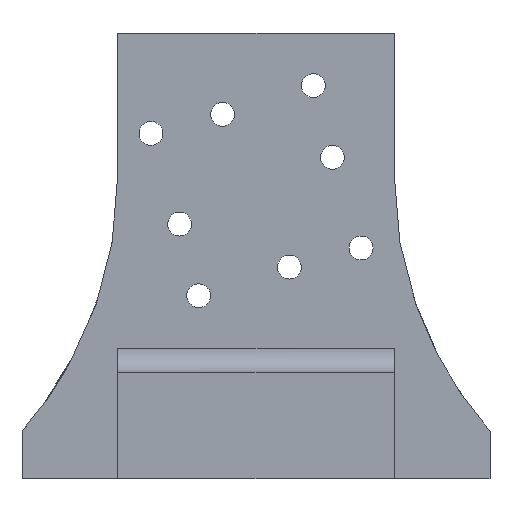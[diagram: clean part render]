
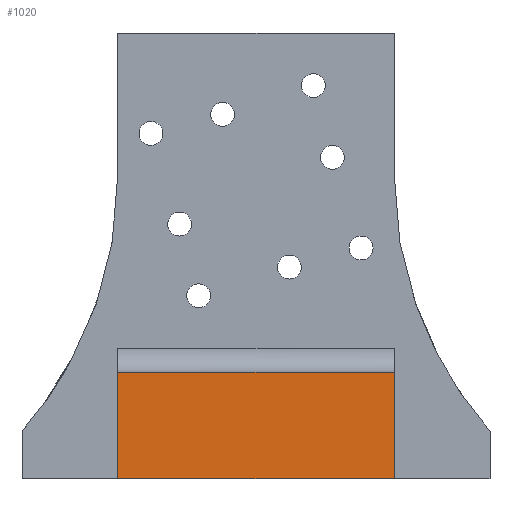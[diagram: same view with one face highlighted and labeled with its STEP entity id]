
A CAD part, left-side view. The second image highlights one B-rep face of the part: STEP entity #1020.
In plain terms, the highlighted planar face has unit normal (-1, 0, 0).
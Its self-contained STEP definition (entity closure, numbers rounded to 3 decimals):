
#162=FACE_OUTER_BOUND('',#237,.T.);
#237=EDGE_LOOP('',(#860,#861,#862,#863));
#281=LINE('',#1644,#351);
#305=LINE('',#1871,#375);
#308=LINE('',#1881,#378);
#324=LINE('',#1994,#394);
#351=VECTOR('',#1207,10.);
#375=VECTOR('',#1273,10.);
#378=VECTOR('',#1284,10.);
#394=VECTOR('',#1354,10.);
#448=VERTEX_POINT('',#1641);
#449=VERTEX_POINT('',#1643);
#482=VERTEX_POINT('',#1868);
#483=VERTEX_POINT('',#1870);
#551=EDGE_CURVE('',#448,#449,#281,.T.);
#595=EDGE_CURVE('',#482,#483,#305,.T.);
#601=EDGE_CURVE('',#449,#482,#308,.T.);
#632=EDGE_CURVE('',#448,#483,#324,.T.);
#860=ORIENTED_EDGE('',*,*,#595,.F.);
#861=ORIENTED_EDGE('',*,*,#601,.F.);
#862=ORIENTED_EDGE('',*,*,#551,.F.);
#863=ORIENTED_EDGE('',*,*,#632,.T.);
#981=PLANE('',#1123);
#1020=ADVANCED_FACE('',(#162),#981,.T.);
#1123=AXIS2_PLACEMENT_3D('',#1995,#1355,#1356);
#1207=DIRECTION('',(0.,0.,-1.));
#1273=DIRECTION('',(0.,0.,1.));
#1284=DIRECTION('',(0.,1.,0.));
#1354=DIRECTION('',(0.,1.,0.));
#1355=DIRECTION('center_axis',(-1.,0.,0.));
#1356=DIRECTION('ref_axis',(0.,0.,
1.));
#1641=CARTESIAN_POINT('',(21.499,-14.899,11.174));
#1643=CARTESIAN_POINT('',(21.499,-14.899,0.));
#1644=CARTESIAN_POINT('',(21.499,-14.899,11.174));
#1868=CARTESIAN_POINT('',(21.499,14.101,0.));
#1870=CARTESIAN_POINT('',(21.499,14.101,11.174));
#1871=CARTESIAN_POINT('',(21.499,14.101,5.66));
#1881=CARTESIAN_POINT('',(21.499,-14.899,0.));
#1994=CARTESIAN_POINT('',(21.499,-14.899,11.174));
#1995=CARTESIAN_POINT('Origin',(21.499,-14.899,3.));
